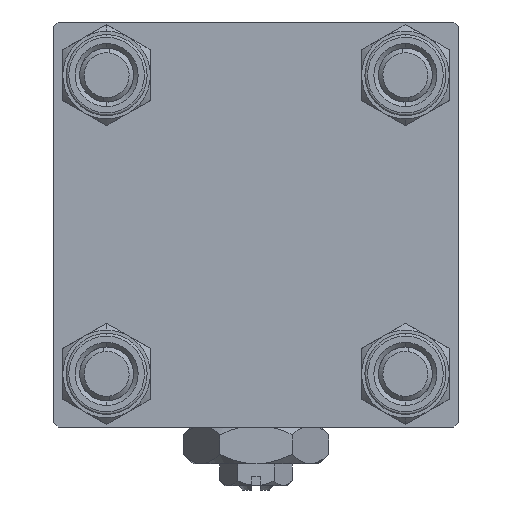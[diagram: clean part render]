
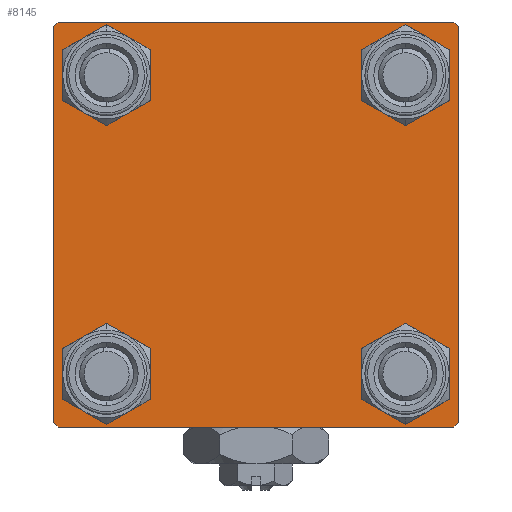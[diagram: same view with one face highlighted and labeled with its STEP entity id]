
A CAD part, left-side view. The second image highlights one B-rep face of the part: STEP entity #8145.
In plain terms, the highlighted planar face has unit normal (-1, 0, 0).
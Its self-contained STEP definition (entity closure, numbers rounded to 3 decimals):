
#119 = VECTOR ( 'NONE', #35711, 1000. ) ;
#150 = EDGE_CURVE ( 'NONE', #13303, #26914, #11994, .T. ) ;
#437 = DIRECTION ( 'NONE',  ( 1., 0., 0. ) ) ;
#660 = CARTESIAN_POINT ( 'NONE',  ( 0., -16.6, 16.6 ) ) ;
#773 = CARTESIAN_POINT ( 'NONE',  ( 0., 16.6, 13.1 ) ) ;
#915 = VECTOR ( 'NONE', #43436, 1000. ) ;
#1143 = CIRCLE ( 'NONE', #43057, 3.5 ) ;
#1672 = EDGE_LOOP ( 'NONE', ( #42622, #43364 ) ) ;
#2619 = AXIS2_PLACEMENT_3D ( 'NONE', #660, #24540, #24035 ) ;
#3584 = DIRECTION ( 'NONE',  ( 0., 0., 1. ) ) ;
#3857 = CARTESIAN_POINT ( 'NONE',  ( 0., -16.6, -16.6 ) ) ;
#4093 = DIRECTION ( 'NONE',  ( 1., 0., 0. ) ) ;
#4334 = CARTESIAN_POINT ( 'NONE',  ( 0., 22.5, 22.5 ) ) ;
#4436 = CARTESIAN_POINT ( 'NONE',  ( 0., 22.5, 22. ) ) ;
#5028 = VERTEX_POINT ( 'NONE', #5924 ) ;
#5281 = EDGE_LOOP ( 'NONE', ( #23196, #35834, #23513, #27180, #25311, #33709, #19606, #38805 ) ) ;
#5924 = CARTESIAN_POINT ( 'NONE',  ( 0., 22., -22.5 ) ) ;
#5957 = LINE ( 'NONE', #14097, #50948 ) ;
#7245 = LINE ( 'NONE', #35067, #915 ) ;
#7657 = CARTESIAN_POINT ( 'NONE',  ( 0., -22.25, -22.25 ) ) ;
#7723 = AXIS2_PLACEMENT_3D ( 'NONE', #47956, #27779, #20168 ) ;
#7973 = CARTESIAN_POINT ( 'NONE',  ( 0., 22.25, 22.25 ) ) ;
#8145 = ADVANCED_FACE ( 'NONE', ( #25984, #10225, #41722, #13911, #22296 ), #33587, .T. ) ;
#8483 = CARTESIAN_POINT ( 'NONE',  ( 0., 22.5, -22. ) ) ;
#8547 = EDGE_CURVE ( 'NONE', #35864, #21693, #50538, .T. ) ;
#9732 = EDGE_CURVE ( 'NONE', #32470, #36189, #40311, .T. ) ;
#10142 = DIRECTION ( 'NONE',  ( 0., 0.707, -0.707 ) ) ;
#10225 = FACE_BOUND ( 'NONE', #1672, .T. ) ;
#10731 = ORIENTED_EDGE ( 'NONE', *, *, #51172, .T. ) ;
#10866 = EDGE_CURVE ( 'NONE', #37627, #47205, #31122, .T. ) ;
#11049 = AXIS2_PLACEMENT_3D ( 'NONE', #44992, #4093, #35853 ) ;
#11146 = EDGE_CURVE ( 'NONE', #24064, #21693, #39630, .T. ) ;
#11994 = CIRCLE ( 'NONE', #27964, 3.5 ) ;
#12659 = EDGE_CURVE ( 'NONE', #26914, #13303, #19439, .T. ) ;
#13083 = ORIENTED_EDGE ( 'NONE', *, *, #21476, .T. ) ;
#13303 = VERTEX_POINT ( 'NONE', #22804 ) ;
#13387 = EDGE_CURVE ( 'NONE', #31488, #29252, #38732, .T. ) ;
#13892 = VECTOR ( 'NONE', #39474, 1000. ) ;
#13911 = FACE_BOUND ( 'NONE', #37609, .T. ) ;
#14097 = CARTESIAN_POINT ( 'NONE',  ( 0., 22.5, -22.5 ) ) ;
#16823 = DIRECTION ( 'NONE',  ( 1., 0., 0. ) ) ;
#17201 = CARTESIAN_POINT ( 'NONE',  ( 0., 16.6, 16.6 ) ) ;
#18694 = CARTESIAN_POINT ( 'NONE',  ( 0., -22.5, 22. ) ) ;
#19301 = ORIENTED_EDGE ( 'NONE', *, *, #13387, .T. ) ;
#19439 = CIRCLE ( 'NONE', #11049, 3.5 ) ;
#19467 = EDGE_CURVE ( 'NONE', #47205, #37627, #43022, .T. ) ;
#19606 = ORIENTED_EDGE ( 'NONE', *, *, #8547, .F. ) ;
#19840 = VECTOR ( 'NONE', #21719, 1000. ) ;
#19862 = DIRECTION ( 'NONE',  ( 0., 0., 1. ) ) ;
#20168 = DIRECTION ( 'NONE',  ( 0., 0., 1. ) ) ;
#21476 = EDGE_CURVE ( 'NONE', #36189, #32470, #1143, .T. ) ;
#21693 = VERTEX_POINT ( 'NONE', #37298 ) ;
#21719 = DIRECTION ( 'NONE',  ( 0., -1., 0. ) ) ;
#21779 = DIRECTION ( 'NONE',  ( 0., 0., 1. ) ) ;
#22292 = DIRECTION ( 'NONE',  ( 1., 0., 0. ) ) ;
#22296 = FACE_OUTER_BOUND ( 'NONE', #5281, .T. ) ;
#22558 = CARTESIAN_POINT ( 'NONE',  ( 0., 0., 0. ) ) ;
#22638 = CARTESIAN_POINT ( 'NONE',  ( 0., 16.6, -20.1 ) ) ;
#22804 = CARTESIAN_POINT ( 'NONE',  ( 0., -16.6, -20.1 ) ) ;
#23196 = ORIENTED_EDGE ( 'NONE', *, *, #37525, .T. ) ;
#23223 = CARTESIAN_POINT ( 'NONE',  ( 0., -22.5, -22. ) ) ;
#23470 = CARTESIAN_POINT ( 'NONE',  ( 0., 22.25, -22.25 ) ) ;
#23513 = ORIENTED_EDGE ( 'NONE', *, *, #31121, .T. ) ;
#23945 = DIRECTION ( 'NONE',  ( 0., 0., 1. ) ) ;
#24035 = DIRECTION ( 'NONE',  ( 0., 0., 1. ) ) ;
#24064 = VERTEX_POINT ( 'NONE', #18694 ) ;
#24540 = DIRECTION ( 'NONE',  ( 1., 0., 0. ) ) ;
#25077 = CARTESIAN_POINT ( 'NONE',  ( 0., 16.6, -13.1 ) ) ;
#25092 = EDGE_CURVE ( 'NONE', #34078, #38171, #27606, .T. ) ;
#25311 = ORIENTED_EDGE ( 'NONE', *, *, #37413, .F. ) ;
#25530 = VERTEX_POINT ( 'NONE', #4436 ) ;
#25638 = ORIENTED_EDGE ( 'NONE', *, *, #9732, .T. ) ;
#25646 = EDGE_CURVE ( 'NONE', #50874, #5028, #31344, .T. ) ;
#25984 = FACE_BOUND ( 'NONE', #46616, .T. ) ;
#26914 = VERTEX_POINT ( 'NONE', #37162 ) ;
#27180 = ORIENTED_EDGE ( 'NONE', *, *, #25092, .T. ) ;
#27606 = LINE ( 'NONE', #7657, #50725 ) ;
#27779 = DIRECTION ( 'NONE',  ( 1., 0., 0. ) ) ;
#27964 = AXIS2_PLACEMENT_3D ( 'NONE', #3857, #31918, #19862 ) ;
#28908 = CIRCLE ( 'NONE', #29726, 3.5 ) ;
#29252 = VERTEX_POINT ( 'NONE', #22638 ) ;
#29726 = AXIS2_PLACEMENT_3D ( 'NONE', #33852, #22292, #49559 ) ;
#29966 = DIRECTION ( 'NONE',  ( 0., 0., -1. ) ) ;
#30425 = EDGE_CURVE ( 'NONE', #35864, #25530, #39452, .T. ) ;
#31121 = EDGE_CURVE ( 'NONE', #5028, #34078, #5957, .T. ) ;
#31122 = CIRCLE ( 'NONE', #2619, 3.5 ) ;
#31344 = LINE ( 'NONE', #23470, #13892 ) ;
#31488 = VERTEX_POINT ( 'NONE', #25077 ) ;
#31918 = DIRECTION ( 'NONE',  ( 1., 0., 0. ) ) ;
#32328 = CARTESIAN_POINT ( 'NONE',  ( 0., 16.6, 16.6 ) ) ;
#32470 = VERTEX_POINT ( 'NONE', #34761 ) ;
#32702 = DIRECTION ( 'NONE',  ( 0., 0., 1. ) ) ;
#33587 = PLANE ( 'NONE',  #45033 ) ;
#33709 = ORIENTED_EDGE ( 'NONE', *, *, #11146, .T. ) ;
#33852 = CARTESIAN_POINT ( 'NONE',  ( 0., 16.6, -16.6 ) ) ;
#34078 = VERTEX_POINT ( 'NONE', #43365 ) ;
#34164 = CARTESIAN_POINT ( 'NONE',  ( 0., -16.6, 13.1 ) ) ;
#34761 = CARTESIAN_POINT ( 'NONE',  ( 0., 16.6, 20.1 ) ) ;
#35067 = CARTESIAN_POINT ( 'NONE',  ( 0., -22.5, 22.5 ) ) ;
#35184 = CARTESIAN_POINT ( 'NONE',  ( 0., -22.25, 22.25 ) ) ;
#35605 = CARTESIAN_POINT ( 'NONE',  ( 0., -16.6, 16.6 ) ) ;
#35711 = DIRECTION ( 'NONE',  ( 0., 0.707, 0.707 ) ) ;
#35834 = ORIENTED_EDGE ( 'NONE', *, *, #25646, .T. ) ;
#35853 = DIRECTION ( 'NONE',  ( 0., 0., 1. ) ) ;
#35864 = VERTEX_POINT ( 'NONE', #43348 ) ;
#35893 = VECTOR ( 'NONE', #10142, 1000. ) ;
#36189 = VERTEX_POINT ( 'NONE', #773 ) ;
#36258 = DIRECTION ( 'NONE',  ( 0., -0.707, 0.707 ) ) ;
#37162 = CARTESIAN_POINT ( 'NONE',  ( 0., -16.6, -13.1 ) ) ;
#37298 = CARTESIAN_POINT ( 'NONE',  ( 0., -22., 22.5 ) ) ;
#37413 = EDGE_CURVE ( 'NONE', #24064, #38171, #7245, .T. ) ;
#37525 = EDGE_CURVE ( 'NONE', #25530, #50874, #41059, .T. ) ;
#37526 = CARTESIAN_POINT ( 'NONE',  ( 0., -16.6, 20.1 ) ) ;
#37609 = EDGE_LOOP ( 'NONE', ( #25638, #13083 ) ) ;
#37627 = VERTEX_POINT ( 'NONE', #34164 ) ;
#38171 = VERTEX_POINT ( 'NONE', #23223 ) ;
#38732 = CIRCLE ( 'NONE', #7723, 3.5 ) ;
#38805 = ORIENTED_EDGE ( 'NONE', *, *, #30425, .T. ) ;
#39089 = ORIENTED_EDGE ( 'NONE', *, *, #10866, .T. ) ;
#39452 = LINE ( 'NONE', #7973, #35893 ) ;
#39474 = DIRECTION ( 'NONE',  ( 0., -0.707, -0.707 ) ) ;
#39630 = LINE ( 'NONE', #35184, #119 ) ;
#39763 = ORIENTED_EDGE ( 'NONE', *, *, #19467, .T. ) ;
#40311 = CIRCLE ( 'NONE', #41983, 3.5 ) ;
#40582 = DIRECTION ( 'NONE',  ( 1., 0., 0. ) ) ;
#41059 = LINE ( 'NONE', #4334, #48651 ) ;
#41722 = FACE_BOUND ( 'NONE', #44846, .T. ) ;
#41983 = AXIS2_PLACEMENT_3D ( 'NONE', #17201, #40582, #32702 ) ;
#42151 = DIRECTION ( 'NONE',  ( 0., -1., 0. ) ) ;
#42622 = ORIENTED_EDGE ( 'NONE', *, *, #12659, .T. ) ;
#43022 = CIRCLE ( 'NONE', #51404, 3.5 ) ;
#43057 = AXIS2_PLACEMENT_3D ( 'NONE', #32328, #16823, #23945 ) ;
#43348 = CARTESIAN_POINT ( 'NONE',  ( 0., 22., 22.5 ) ) ;
#43364 = ORIENTED_EDGE ( 'NONE', *, *, #150, .T. ) ;
#43365 = CARTESIAN_POINT ( 'NONE',  ( 0., -22., -22.5 ) ) ;
#43436 = DIRECTION ( 'NONE',  ( 0., 0., -1. ) ) ;
#44846 = EDGE_LOOP ( 'NONE', ( #19301, #10731 ) ) ;
#44992 = CARTESIAN_POINT ( 'NONE',  ( 0., -16.6, -16.6 ) ) ;
#45033 = AXIS2_PLACEMENT_3D ( 'NONE', #22558, #46412, #21779 ) ;
#45851 = CARTESIAN_POINT ( 'NONE',  ( 0., 22.5, 22.5 ) ) ;
#46412 = DIRECTION ( 'NONE',  ( -1., 0., 0. ) ) ;
#46616 = EDGE_LOOP ( 'NONE', ( #39763, #39089 ) ) ;
#47205 = VERTEX_POINT ( 'NONE', #37526 ) ;
#47956 = CARTESIAN_POINT ( 'NONE',  ( 0., 16.6, -16.6 ) ) ;
#48651 = VECTOR ( 'NONE', #29966, 1000. ) ;
#49559 = DIRECTION ( 'NONE',  ( 0., 0., 1. ) ) ;
#50538 = LINE ( 'NONE', #45851, #19840 ) ;
#50725 = VECTOR ( 'NONE', #36258, 1000. ) ;
#50874 = VERTEX_POINT ( 'NONE', #8483 ) ;
#50948 = VECTOR ( 'NONE', #42151, 1000. ) ;
#51172 = EDGE_CURVE ( 'NONE', #29252, #31488, #28908, .T. ) ;
#51404 = AXIS2_PLACEMENT_3D ( 'NONE', #35605, #437, #3584 ) ;
